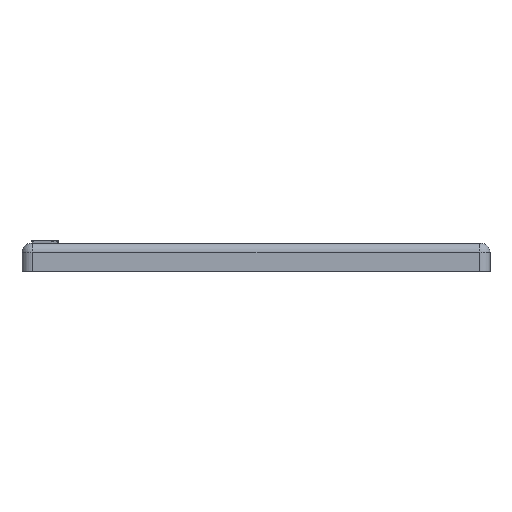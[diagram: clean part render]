
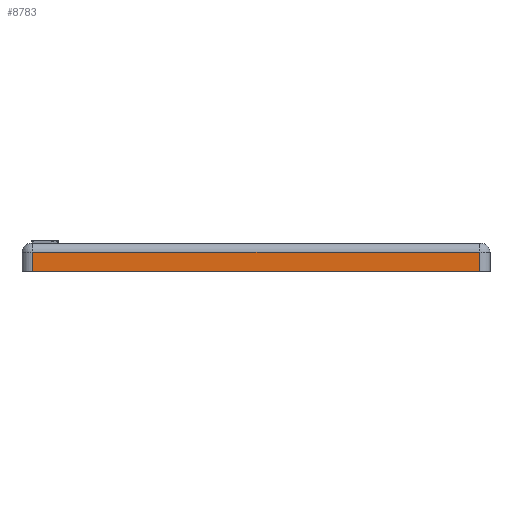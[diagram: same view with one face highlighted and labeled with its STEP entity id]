
A CAD part, left-side view. The second image highlights one B-rep face of the part: STEP entity #8783.
In plain terms, the highlighted planar face has unit normal (-1, 0, 0).
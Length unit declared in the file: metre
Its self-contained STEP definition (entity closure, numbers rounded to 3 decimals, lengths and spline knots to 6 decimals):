
#3300=ORIENTED_EDGE('',*,*,#4702,.T.);
#3301=ORIENTED_EDGE('',*,*,#5191,.T.);
#3302=ORIENTED_EDGE('',*,*,#5192,.F.);
#3303=ORIENTED_EDGE('',*,*,#5193,.T.);
#4702=EDGE_CURVE('',#5899,#5900,#6445,.T.);
#5191=EDGE_CURVE('',#5900,#6157,#6718,.T.);
#5192=EDGE_CURVE('',#6158,#6157,#6719,.T.);
#5193=EDGE_CURVE('',#6158,#5899,#6720,.F.);
#5899=VERTEX_POINT('',#15757);
#5900=VERTEX_POINT('',#15758);
#6157=VERTEX_POINT('',#17702);
#6158=VERTEX_POINT('',#17704);
#6445=LINE('',#15756,#6996);
#6718=LINE('',#17701,#7269);
#6719=LINE('',#17703,#7270);
#6720=LINE('',#17705,#7271);
#6996=VECTOR('',#12823,1.);
#7269=VECTOR('',#13576,1.);
#7270=VECTOR('',#13577,1.);
#7271=VECTOR('',#13578,1.);
#7759=EDGE_LOOP('',(#3300,#3301,#3302,#3303));
#8230=FACE_BOUND('',#7759,.T.);
#8392=PLANE('',#11875);
#8783=ADVANCED_FACE('',(#8230),#8392,.T.);
#11875=AXIS2_PLACEMENT_3D('',#17700,#13574,#13575);
#12823=DIRECTION('',(0.,1.,0.));
#13574=DIRECTION('',(-1.,0.,0.));
#13575=DIRECTION('',(0.,-1.,0.));
#13576=DIRECTION('',(0.,0.,-1.));
#13577=DIRECTION('',(0.,1.,0.));
#13578=DIRECTION('',(0.,0.,-1.));
#15756=CARTESIAN_POINT('',(0.0235,-0.016968,0.012138));
#15757=CARTESIAN_POINT('',(0.0235,-0.146968,0.012138));
#15758=CARTESIAN_POINT('',(0.0235,-0.019968,0.012138));
#17700=CARTESIAN_POINT('',(0.0235,-0.083468,0.014638));
#17701=CARTESIAN_POINT('',(0.0235,-0.019968,0.006638));
#17702=CARTESIAN_POINT('',(0.0235,-0.019968,0.006638));
#17703=CARTESIAN_POINT('',(0.0235,-0.083468,0.006638));
#17704=CARTESIAN_POINT('',(0.0235,-0.146968,0.006638));
#17705=CARTESIAN_POINT('',(0.0235,-0.146968,0.014638));
